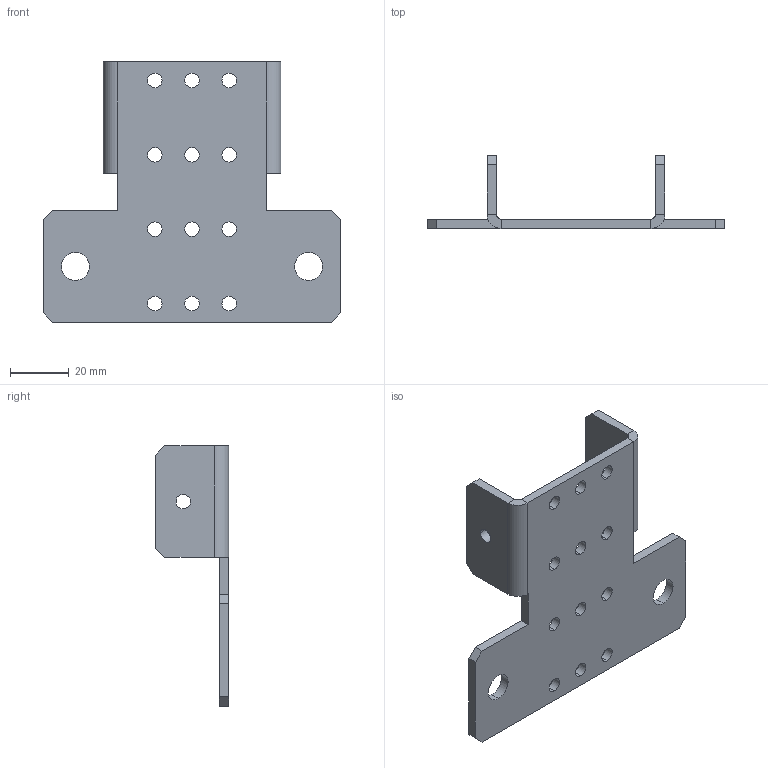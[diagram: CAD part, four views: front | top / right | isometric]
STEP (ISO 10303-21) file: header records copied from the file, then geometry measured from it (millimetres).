
FILE_DESCRIPTION (( 'STEP AP214' ), '1' );
FILE_NAME ('am-3794 2x1 Elevator Large Bearing Plate.STEP', '2017-10-31T20:10:48', ( '' ), ( '' ), 'SwSTEP 2.0', 'SolidWorks 2017', '' );
FILE_SCHEMA (( 'AUTOMOTIVE_DESIGN' ));
Length unit declared in the file: inch
Products named in the file (2): am-3794 2x1 Elevator Large Bearing Plate
Bounding box: 101.6 x 24.99 x 88.9 mm (x, y, z)
Volume: 25185.4 mm3; surface area: 18235.2 mm2
Topology: 1 solids, 1 shells, 70 faces, 188 edges, 120 vertices
Faces by surface type: cylinder 36, plane 34
Entity records: 2315 total; most frequent: DIRECTION 404, CARTESIAN_POINT 380, ORIENTED_EDGE 376, EDGE_CURVE 188, AXIS2_PLACEMENT_3D 144, VERTEX_POINT 120, VECTOR 116, LINE 116
